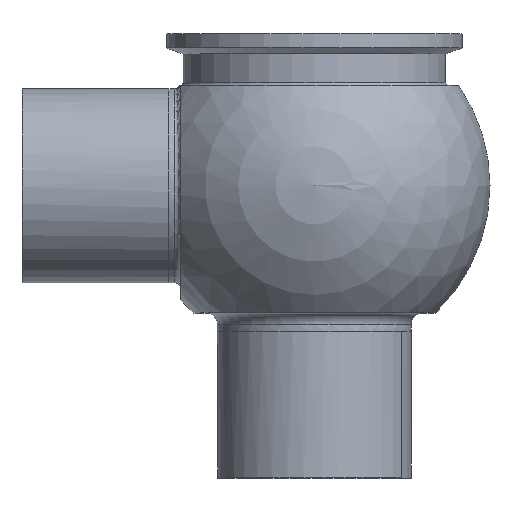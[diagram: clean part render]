
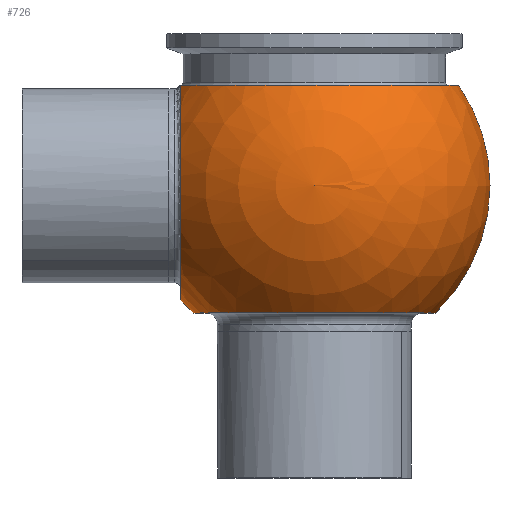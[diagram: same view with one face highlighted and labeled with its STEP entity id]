
A CAD part, top view. The second image highlights one B-rep face of the part: STEP entity #726.
In plain terms, the highlighted spherical face has radius 46.025 mm.
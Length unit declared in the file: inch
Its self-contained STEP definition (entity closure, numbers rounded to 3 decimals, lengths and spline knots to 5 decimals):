
#6 = VERTEX_POINT ( 'NONE', #802 ) ;
#11 = CARTESIAN_POINT ( 'NONE',  ( 1.24875, -1.313, 0. ) ) ;
#30 = VERTEX_POINT ( 'NONE', #264 ) ;
#31 = CARTESIAN_POINT ( 'NONE',  ( 0., -1.313, 0. ) ) ;
#81 = CIRCLE ( 'NONE', #848, 1.812 ) ;
#84 = CIRCLE ( 'NONE', #164, 1.17428 ) ;
#97 = DIRECTION ( 'NONE',  ( -1., 0., 0. ) ) ;
#118 = ORIENTED_EDGE ( 'NONE', *, *, #343, .T. ) ;
#157 = DIRECTION ( 'NONE',  ( 0., 0., -1. ) ) ;
#164 = AXIS2_PLACEMENT_3D ( 'NONE', #390, #871, #458 ) ;
#169 = VERTEX_POINT ( 'NONE', #828 ) ;
#202 = DIRECTION ( 'NONE',  ( 1., 0., 0. ) ) ;
#206 = ORIENTED_EDGE ( 'NONE', *, *, #868, .F. ) ;
#212 = VERTEX_POINT ( 'NONE', #11 ) ;
#225 = DIRECTION ( 'NONE',  ( 0., 1., 0. ) ) ;
#230 = AXIS2_PLACEMENT_3D ( 'NONE', #31, #509, #97 ) ;
#233 = ORIENTED_EDGE ( 'NONE', *, *, #278, .F. ) ;
#243 = FACE_OUTER_BOUND ( 'NONE', #869, .T. ) ;
#246 = AXIS2_PLACEMENT_3D ( 'NONE', #548, #615, #202 ) ;
#250 = ORIENTED_EDGE ( 'NONE', *, *, #875, .T. ) ;
#264 = CARTESIAN_POINT ( 'NONE',  ( -1.24875, -1.313, 0. ) ) ;
#272 = ORIENTED_EDGE ( 'NONE', *, *, #528, .F. ) ;
#278 = EDGE_CURVE ( 'NONE', #30, #169, #81, .T. ) ;
#285 = CIRCLE ( 'NONE', #747, 1.48732 ) ;
#343 = EDGE_CURVE ( 'NONE', #30, #212, #765, .T. ) ;
#361 = CARTESIAN_POINT ( 'NONE',  ( 0., 0., 0. ) ) ;
#368 = CARTESIAN_POINT ( 'NONE',  ( -1.38, 1.035, 0.55472 ) ) ;
#372 = VERTEX_POINT ( 'NONE', #368 ) ;
#390 = CARTESIAN_POINT ( 'NONE',  ( -1.38, 0., 0. ) ) ;
#433 = DIRECTION ( 'NONE',  ( 1., 0., 0. ) ) ;
#458 = DIRECTION ( 'NONE',  ( 0., -1., 0. ) ) ;
#509 = DIRECTION ( 'NONE',  ( 0., 1., 0. ) ) ;
#528 = EDGE_CURVE ( 'NONE', #169, #372, #84, .T. ) ;
#548 = CARTESIAN_POINT ( 'NONE',  ( 0., 0., 0. ) ) ;
#564 = CARTESIAN_POINT ( 'NONE',  ( 0., 0., 0. ) ) ;
#604 = SPHERICAL_SURFACE ( 'NONE', #246, 1.812 ) ;
#615 = DIRECTION ( 'NONE',  ( 0., 0., -1. ) ) ;
#632 = CARTESIAN_POINT ( 'NONE',  ( 0., 1.035, 0. ) ) ;
#633 = DIRECTION ( 'NONE',  ( -1., 0., 0. ) ) ;
#657 = AXIS2_PLACEMENT_3D ( 'NONE', #361, #845, #433 ) ;
#705 = DIRECTION ( 'NONE',  ( -1., 0., 0. ) ) ;
#726 = ADVANCED_FACE ( 'NONE', ( #243 ), #604, .T. ) ;
#747 = AXIS2_PLACEMENT_3D ( 'NONE', #632, #225, #705 ) ;
#765 = CIRCLE ( 'NONE', #230, 1.24875 ) ;
#802 = CARTESIAN_POINT ( 'NONE',  ( 1.48732, 1.035, 0. ) ) ;
#812 = CIRCLE ( 'NONE', #657, 1.812 ) ;
#828 = CARTESIAN_POINT ( 'NONE',  ( -1.38, -1.17428, 0. ) ) ;
#845 = DIRECTION ( 'NONE',  ( 0., 0., 1. ) ) ;
#848 = AXIS2_PLACEMENT_3D ( 'NONE', #564, #157, #633 ) ;
#868 = EDGE_CURVE ( 'NONE', #372, #6, #285, .T. ) ;
#869 = EDGE_LOOP ( 'NONE', ( #233, #118, #250, #206, #272 ) ) ;
#871 = DIRECTION ( 'NONE',  ( -1., 0., 0. ) ) ;
#875 = EDGE_CURVE ( 'NONE', #212, #6, #812, .T. ) ;
